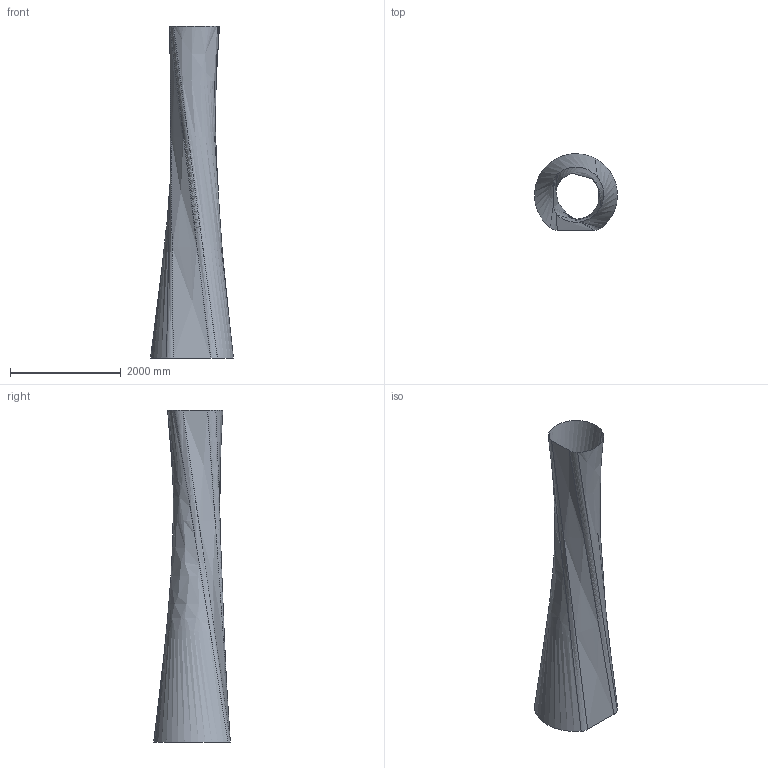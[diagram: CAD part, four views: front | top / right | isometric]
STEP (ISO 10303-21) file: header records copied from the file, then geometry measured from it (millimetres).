
FILE_DESCRIPTION(('CATIA V5 STEP Exchange'),'2;1');
FILE_NAME('YXG.stp','2024-05-08T04:39:29+00:00',('none'),('none'),'CATIA Version 5 Release 19 GA (IN-10)','CATIA V5 STEP AP203','none');
FILE_SCHEMA(('CONFIG_CONTROL_DESIGN'));
Length unit declared in the file: millimetre
Products named in the file (1): 异形管
Bounding box: 1496.77 x 1383.75 x 6000 mm (x, y, z)
Surface area: 19109461.8 mm2 (no closed solid volume)
Topology: 0 solids, 1 shells, 5 faces, 35 edges, 32 vertices
Faces by surface type: bspline 5
Entity records: 1271 total; most frequent: CARTESIAN_POINT 1077, B_SPLINE_CURVE_WITH_KNOTS 35, COMPOSITE_CURVE_SEGMENT 20, ORIENTED_EDGE 20, TRIMMED_CURVE 20, EDGE_CURVE 15, VERTEX_POINT 10, ADVANCED_FACE 5
